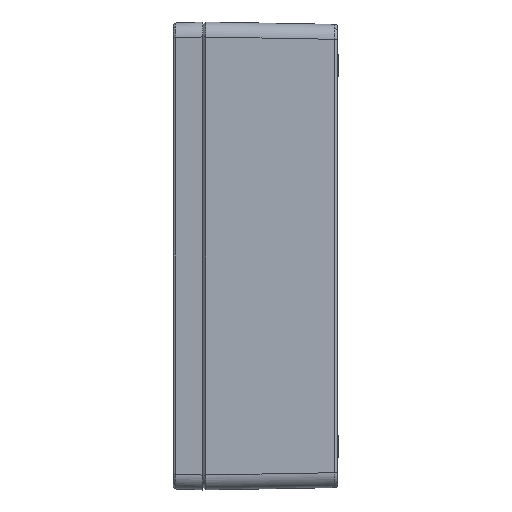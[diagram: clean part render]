
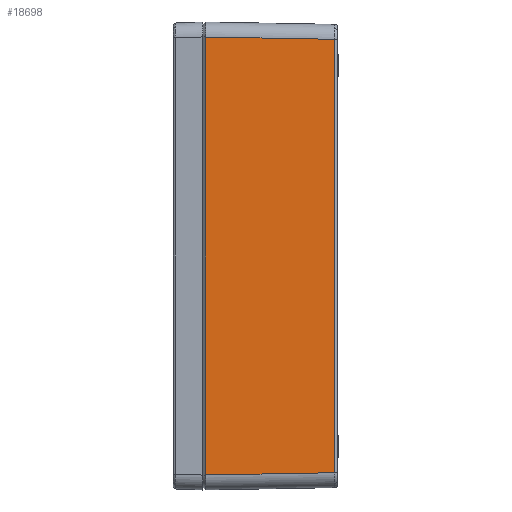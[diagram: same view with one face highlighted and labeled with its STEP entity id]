
A CAD part, left-side view. The second image highlights one B-rep face of the part: STEP entity #18698.
In plain terms, the highlighted planar face has unit normal (-1, -0.018, 0).
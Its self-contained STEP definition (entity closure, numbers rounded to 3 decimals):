
#18669 = VERTEX_POINT ( 'NONE', #29858 ) ;
#18698 = ADVANCED_FACE ( 'NONE', ( #29866 ), #29988, .T. ) ;
#18712 = EDGE_CURVE ( 'NONE', #55342, #18669, #30033, .T. ) ;
#18724 = VERTEX_POINT ( 'NONE', #30086 ) ;
#18725 = ORIENTED_EDGE ( 'NONE', *, *, #18747, .T. ) ;
#18731 = ORIENTED_EDGE ( 'NONE', *, *, #18752, .T. ) ;
#18732 = VERTEX_POINT ( 'NONE', #30063 ) ;
#18737 = ORIENTED_EDGE ( 'NONE', *, *, #18712, .T. ) ;
#18747 = EDGE_CURVE ( 'NONE', #18669, #18732, #30190, .T. ) ;
#18752 = EDGE_CURVE ( 'NONE', #18724, #55342, #30168, .T. ) ;
#18787 = EDGE_CURVE ( 'NONE', #18732, #18724, #30409, .T. ) ;
#18792 = ORIENTED_EDGE ( 'NONE', *, *, #18787, .T. ) ;
#18801 = EDGE_LOOP ( 'NONE', ( #18792, #18731, #18737, #18725 ) ) ;
#29566 = CARTESIAN_POINT ( 'NONE',  ( -200.435, -88.036, 144.936 ) ) ;
#29858 = CARTESIAN_POINT ( 'NONE',  ( -201.968, -1.787, 146.47 ) ) ;
#29866 = FACE_OUTER_BOUND ( 'NONE', #18801, .T. ) ;
#29980 = DIRECTION ( 'NONE',  ( 0.018, -1., 0. ) ) ;
#29981 = DIRECTION ( 'NONE',  ( -1., -0.018, 0. ) ) ;
#29983 = AXIS2_PLACEMENT_3D ( 'NONE', #29987, #29981, #29980 ) ;
#29987 = CARTESIAN_POINT ( 'NONE',  ( -202., 0., -156.5 ) ) ;
#29988 = PLANE ( 'NONE',  #29983 ) ;
#30029 = DIRECTION ( 'NONE',  ( -0.018, 1., 0.018 ) ) ;
#30031 = VECTOR ( 'NONE', #30029, 1000. ) ;
#30032 = CARTESIAN_POINT ( 'NONE',  ( -201.904, -5.384, 146.406 ) ) ;
#30033 = LINE ( 'NONE', #30032, #30031 ) ;
#30063 = CARTESIAN_POINT ( 'NONE',  ( -201.968, -1.787, -146.47 ) ) ;
#30086 = CARTESIAN_POINT ( 'NONE',  ( -200.435, -88.036, -144.936 ) ) ;
#30163 = DIRECTION ( 'NONE',  ( 0., 0., 1. ) ) ;
#30165 = VECTOR ( 'NONE', #30163, 1000. ) ;
#30167 = CARTESIAN_POINT ( 'NONE',  ( -200.435, -88.036, 144.901 ) ) ;
#30168 = LINE ( 'NONE', #30167, #30165 ) ;
#30186 = DIRECTION ( 'NONE',  ( 0., 0., -1. ) ) ;
#30187 = VECTOR ( 'NONE', #30186, 1000. ) ;
#30188 = CARTESIAN_POINT ( 'NONE',  ( -201.968, -1.787, -156.5 ) ) ;
#30190 = LINE ( 'NONE', #30188, #30187 ) ;
#30406 = DIRECTION ( 'NONE',  ( 0.018, -1., 0.018 ) ) ;
#30407 = VECTOR ( 'NONE', #30406, 1000. ) ;
#30408 = CARTESIAN_POINT ( 'NONE',  ( -202.003, 0.178, -146.505 ) ) ;
#30409 = LINE ( 'NONE', #30408, #30407 ) ;
#55342 = VERTEX_POINT ( 'NONE', #29566 ) ;
